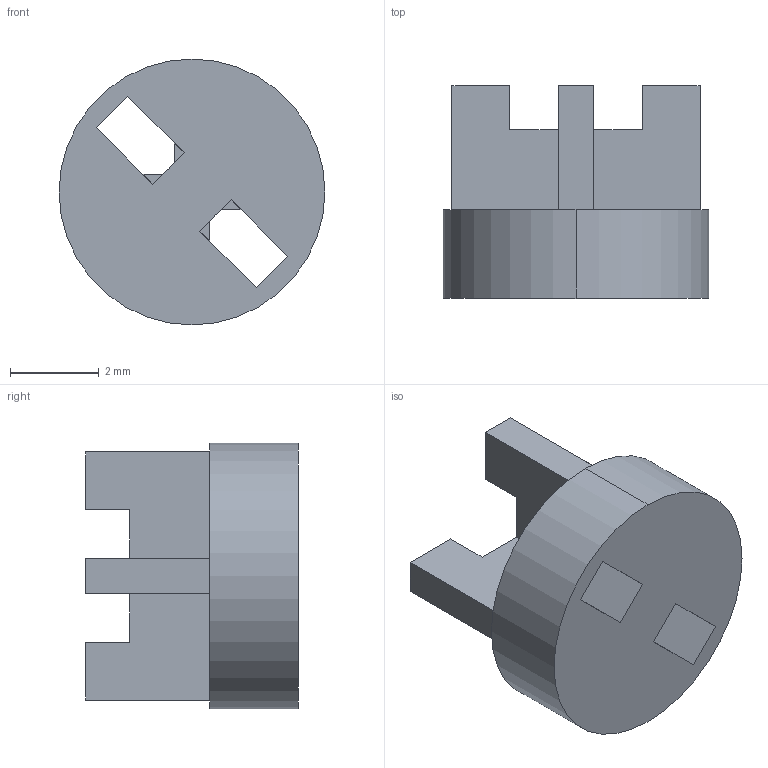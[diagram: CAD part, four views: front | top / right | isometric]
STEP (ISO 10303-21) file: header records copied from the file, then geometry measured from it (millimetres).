
FILE_DESCRIPTION(('STEP AP214'),'1');
FILE_NAME('14784.stp','2016-12-02T15:18:13',('TraceParts'),('TraceParts S.A.'),'Spatial InterOp 3D',' ',' ');
FILE_SCHEMA(('automotive_design'));
Length unit declared in the file: millimetre
Products named in the file (1): Imported1
Bounding box: 6 x 4.8 x 6 mm (x, y, z)
Volume: 68.5 mm3; surface area: 167 mm2
Topology: 1 solids, 1 shells, 39 faces, 106 edges, 68 vertices
Faces by surface type: plane 37, cylinder 2
Entity records: 1545 total; most frequent: CARTESIAN_POINT 214, ORIENTED_EDGE 212, DIRECTION 190, EDGE_CURVE 106, LINE 102, VECTOR 102, VERTEX_POINT 68, AXIS2_PLACEMENT_3D 44
